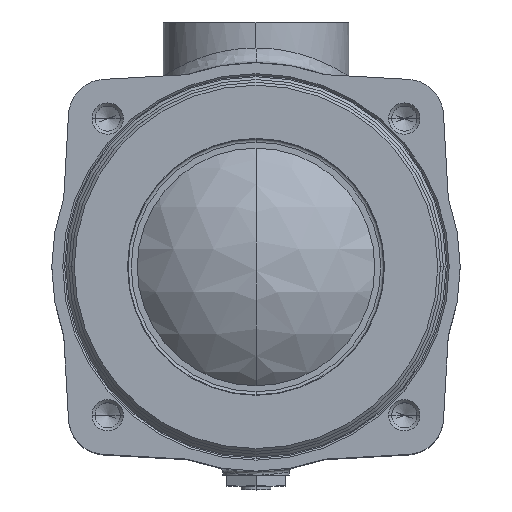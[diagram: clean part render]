
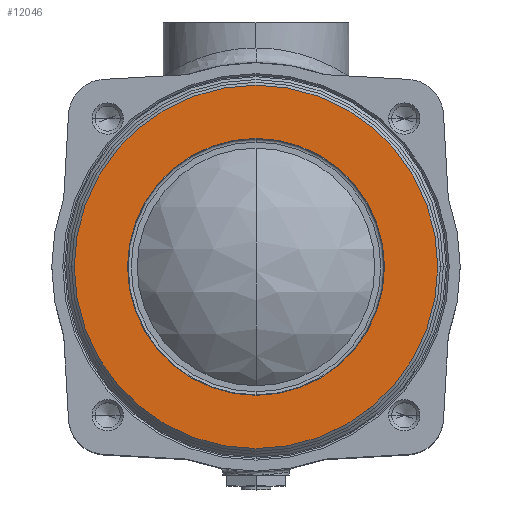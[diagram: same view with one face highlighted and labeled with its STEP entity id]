
A CAD part, top view. The second image highlights one B-rep face of the part: STEP entity #12046.
In plain terms, the highlighted planar face has unit normal (0, 0, 1).
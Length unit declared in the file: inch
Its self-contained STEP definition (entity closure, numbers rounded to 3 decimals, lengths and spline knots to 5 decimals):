
#11351=CARTESIAN_POINT('',(0.,0.,0.0435));
#11352=DIRECTION('',(0.,0.,1.));
#11353=DIRECTION('',(0.,1.,0.));
#11354=AXIS2_PLACEMENT_3D('',#11351,#11352,#11353);
#11356=CARTESIAN_POINT('',(0.,0.,0.0435));
#11357=DIRECTION('',(0.,0.,1.));
#11358=DIRECTION('',(0.,-1.,0.));
#11359=AXIS2_PLACEMENT_3D('',#11356,#11357,#11358);
#11366=CARTESIAN_POINT('',(0.,0.,0.0435));
#11367=DIRECTION('',(0.,0.,-1.));
#11368=DIRECTION('',(0.,1.,0.));
#11369=AXIS2_PLACEMENT_3D('',#11366,#11367,#11368);
#11880=CARTESIAN_POINT('',(0.,0.,0.0435));
#11881=DIRECTION('',(0.,0.,1.));
#11882=DIRECTION('',(0.,1.,0.));
#11883=AXIS2_PLACEMENT_3D('',#11880,#11881,#11882);
#11889=CARTESIAN_POINT('',(0.,2.1625,0.0435));
#11890=CARTESIAN_POINT('',(0.,-2.1625,0.0435));
#11891=VERTEX_POINT('',#11889);
#11892=VERTEX_POINT('',#11890);
#11933=CARTESIAN_POINT('',(0.,3.059,0.0435));
#11934=CARTESIAN_POINT('',(0.,-3.059,0.0435));
#11935=VERTEX_POINT('',#11933);
#11936=VERTEX_POINT('',#11934);
#12029=CARTESIAN_POINT('',(0.,0.,0.0435));
#12030=DIRECTION('',(0.,0.,-1.));
#12031=DIRECTION('',(0.,-1.,0.));
#12032=AXIS2_PLACEMENT_3D('',#12029,#12030,#12031);
#12033=PLANE('',#12032);
#12035=ORIENTED_EDGE('',*,*,#12034,.F.);
#12037=ORIENTED_EDGE('',*,*,#12036,.F.);
#12038=EDGE_LOOP('',(#12035,#12037));
#12039=FACE_OUTER_BOUND('',#12038,.F.);
#12041=ORIENTED_EDGE('',*,*,#12040,.F.);
#12043=ORIENTED_EDGE('',*,*,#12042,.T.);
#12044=EDGE_LOOP('',(#12041,#12043));
#12045=FACE_BOUND('',#12044,.F.);
#11355=CIRCLE('',#11354,3.059);
#11360=CIRCLE('',#11359,3.059);
#11370=CIRCLE('',#11369,2.1625);
#11884=CIRCLE('',#11883,2.1625);
#12034=EDGE_CURVE('',#11935,#11936,#11355,.T.);
#12036=EDGE_CURVE('',#11936,#11935,#11360,.T.);
#12040=EDGE_CURVE('',#11891,#11892,#11370,.T.);
#12042=EDGE_CURVE('',#11891,#11892,#11884,.T.);
#12046=ADVANCED_FACE('',(#12039,#12045),#12033,.F.);
